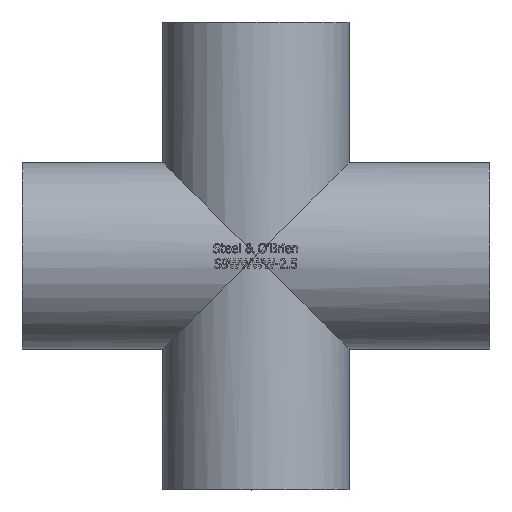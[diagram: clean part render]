
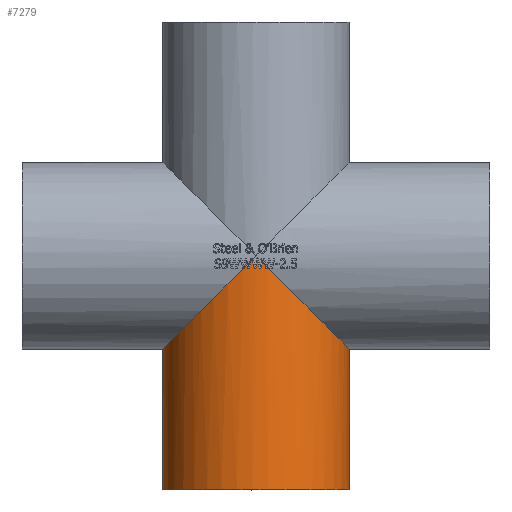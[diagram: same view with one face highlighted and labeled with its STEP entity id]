
A CAD part, top view. The second image highlights one B-rep face of the part: STEP entity #7279.
In plain terms, the highlighted cylindrical face has radius 31.75 mm (diameter 63.5 mm), a full revolution.
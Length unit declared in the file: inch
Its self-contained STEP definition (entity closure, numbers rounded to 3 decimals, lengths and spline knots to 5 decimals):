
#50=FACE_BOUND('',#2522,.T.);
#2095=FACE_OUTER_BOUND('',#2521,.T.);
#2521=EDGE_LOOP('',(#6764,#6765,#6766,#6767,#6768,#6769,#6770,#6771,#6772,
#6773,#6774,#6775,#6776,#6777,#6778,#6779,#6780,#6781,#6782));
#2522=EDGE_LOOP('',(#6783));
#2533=CIRCLE('',#7326,1.25);
#2632=CIRCLE('',#7619,1.25);
#2633=CIRCLE('',#7625,1.25);
#2642=CIRCLE('',#7689,1.25);
#2643=CIRCLE('',#7697,1.25);
#2655=CIRCLE('',#7757,1.25);
#2677=ELLIPSE('',#7321,5.05385,1.25);
#2680=ELLIPSE('',#7330,5.39277,1.25);
#2730=ELLIPSE('',#7617,5.13041,1.25);
#2731=ELLIPSE('',#7621,5.25057,1.25);
#2732=ELLIPSE('',#7623,5.39277,1.25);
#2739=ELLIPSE('',#7641,5.05385,1.25);
#2763=ELLIPSE('',#7691,5.39277,1.25);
#2766=ELLIPSE('',#7695,5.25057,1.25);
#2767=ELLIPSE('',#7699,5.13041,1.25);
#2775=ELLIPSE('',#7724,1.76777,1.25);
#2776=ELLIPSE('',#7725,1.76777,1.25);
#2778=ELLIPSE('',#7729,1.76777,1.25);
#2779=ELLIPSE('',#7737,1.76777,1.25);
#2783=ELLIPSE('',#7741,1.76777,1.25);
#2815=VERTEX_POINT('',#9261);
#2816=VERTEX_POINT('',#9263);
#2819=VERTEX_POINT('',#9275);
#2821=VERTEX_POINT('',#9283);
#3437=VERTEX_POINT('',#15670);
#3438=VERTEX_POINT('',#15672);
#3439=VERTEX_POINT('',#15676);
#3440=VERTEX_POINT('',#15680);
#3441=VERTEX_POINT('',#15684);
#3442=VERTEX_POINT('',#15688);
#3451=VERTEX_POINT('',#15720);
#3490=VERTEX_POINT('',#15832);
#3491=VERTEX_POINT('',#15834);
#3492=VERTEX_POINT('',#15838);
#3494=VERTEX_POINT('',#15844);
#3495=VERTEX_POINT('',#15846);
#3496=VERTEX_POINT('',#15850);
#3497=VERTEX_POINT('',#15854);
#3508=VERTEX_POINT('',#15897);
#3517=VERTEX_POINT('',#15940);
#3555=EDGE_CURVE('',#2816,#2815,#2677,.T.);
#3561=EDGE_CURVE('',#2819,#2816,#2533,.T.);
#3565=EDGE_CURVE('',#2821,#2819,#2680,.T.);
#4481=EDGE_CURVE('',#3437,#3438,#2730,.T.);
#4482=EDGE_CURVE('',#3438,#3439,#2632,.T.);
#4484=EDGE_CURVE('',#3439,#3440,#2731,.T.);
#4486=EDGE_CURVE('',#3440,#3441,#2732,.T.);
#4488=EDGE_CURVE('',#3441,#3442,#2633,.T.);
#4505=EDGE_CURVE('',#3442,#3451,#2739,.T.);
#4560=EDGE_CURVE('',#3491,#3490,#2642,.T.);
#4562=EDGE_CURVE('',#3492,#3491,#2763,.T.);
#4566=EDGE_CURVE('',#3495,#3494,#2766,.T.);
#4568=EDGE_CURVE('',#3496,#3495,#2643,.T.);
#4570=EDGE_CURVE('',#3497,#3496,#2767,.T.);
#4591=EDGE_CURVE('',#3508,#3490,#2775,.T.);
#4592=EDGE_CURVE('',#3497,#3451,#2776,.T.);
#4594=EDGE_CURVE('',#3492,#3494,#2778,.T.);
#4596=EDGE_CURVE('',#2821,#3508,#2779,.T.);
#4600=EDGE_CURVE('',#3437,#2815,#2783,.T.);
#4610=EDGE_CURVE('',#3517,#3517,#2655,.T.);
#6764=ORIENTED_EDGE('',*,*,#3555,.T.);
#6765=ORIENTED_EDGE('',*,*,#4600,.F.);
#6766=ORIENTED_EDGE('',*,*,#4481,.T.);
#6767=ORIENTED_EDGE('',*,*,#4482,.T.);
#6768=ORIENTED_EDGE('',*,*,#4484,.T.);
#6769=ORIENTED_EDGE('',*,*,#4486,.T.);
#6770=ORIENTED_EDGE('',*,*,#4488,.T.);
#6771=ORIENTED_EDGE('',*,*,#4505,.T.);
#6772=ORIENTED_EDGE('',*,*,#4592,.F.);
#6773=ORIENTED_EDGE('',*,*,#4570,.T.);
#6774=ORIENTED_EDGE('',*,*,#4568,.T.);
#6775=ORIENTED_EDGE('',*,*,#4566,.T.);
#6776=ORIENTED_EDGE('',*,*,#4594,.F.);
#6777=ORIENTED_EDGE('',*,*,#4562,.T.);
#6778=ORIENTED_EDGE('',*,*,#4560,.T.);
#6779=ORIENTED_EDGE('',*,*,#4591,.F.);
#6780=ORIENTED_EDGE('',*,*,#4596,.F.);
#6781=ORIENTED_EDGE('',*,*,#3565,.T.);
#6782=ORIENTED_EDGE('',*,*,#3561,.T.);
#6783=ORIENTED_EDGE('',*,*,#4610,.F.);
#6851=CYLINDRICAL_SURFACE('',#7756,1.25);
#7279=ADVANCED_FACE('',(#2095,#50),#6851,.T.);
#7321=AXIS2_PLACEMENT_3D('',#9264,#7846,#7847);
#7326=AXIS2_PLACEMENT_3D('',#9276,#7860,#7861);
#7330=AXIS2_PLACEMENT_3D('',#9284,#7870,#7871);
#7617=AXIS2_PLACEMENT_3D('',#15674,#8846,#8847);
#7619=AXIS2_PLACEMENT_3D('',#15677,#8850,#8851);
#7621=AXIS2_PLACEMENT_3D('',#15681,#8855,#8856);
#7623=AXIS2_PLACEMENT_3D('',#15685,#8860,#8861);
#7625=AXIS2_PLACEMENT_3D('',#15689,#8865,#8866);
#7641=AXIS2_PLACEMENT_3D('',#15722,#8905,#8906);
#7689=AXIS2_PLACEMENT_3D('',#15835,#9026,#9027);
#7691=AXIS2_PLACEMENT_3D('',#15839,#9031,#9032);
#7695=AXIS2_PLACEMENT_3D('',#15847,#9040,#9041);
#7697=AXIS2_PLACEMENT_3D('',#15851,#9045,#9046);
#7699=AXIS2_PLACEMENT_3D('',#15855,#9050,#9051);
#7724=AXIS2_PLACEMENT_3D('',#15899,#9108,#9109);
#7725=AXIS2_PLACEMENT_3D('',#15900,#9110,#9111);
#7729=AXIS2_PLACEMENT_3D('',#15904,#9118,#9119);
#7737=AXIS2_PLACEMENT_3D('',#15913,#9134,#9135);
#7741=AXIS2_PLACEMENT_3D('',#15917,#9142,#9143);
#7756=AXIS2_PLACEMENT_3D('',#15939,#9172,#9173);
#7757=AXIS2_PLACEMENT_3D('',#15941,#9174,#9175);
#7846=DIRECTION('center_axis',(-0.969,-0.247,0.));
#7847=DIRECTION('ref_axis',(0.247,-0.969,0.));
#7860=DIRECTION('center_axis',(0.,-1.,0.));
#7861=DIRECTION('ref_axis',(1.,0.,0.));
#7870=DIRECTION('center_axis',(0.973,-0.232,0.));
#7871=DIRECTION('ref_axis',(0.232,0.973,0.));
#8846=DIRECTION('center_axis',(0.97,-0.244,0.));
#8847=DIRECTION('ref_axis',(0.244,0.97,0.));
#8850=DIRECTION('center_axis',(0.,-1.,0.));
#8851=DIRECTION('ref_axis',(1.,0.,0.));
#8855=DIRECTION('center_axis',(-0.971,-0.238,0.));
#8856=DIRECTION('ref_axis',(0.238,-0.971,0.));
#8860=DIRECTION('center_axis',(0.973,-0.232,0.));
#8861=DIRECTION('ref_axis',(0.232,0.973,0.));
#8865=DIRECTION('center_axis',(0.,-1.,0.));
#8866=DIRECTION('ref_axis',(1.,0.,0.));
#8905=DIRECTION('center_axis',(-0.969,-0.247,0.));
#8906=DIRECTION('ref_axis',(0.247,-0.969,0.));
#9026=DIRECTION('center_axis',(0.,-1.,0.));
#9027=DIRECTION('ref_axis',(1.,0.,0.));
#9031=DIRECTION('center_axis',(0.973,-0.232,0.));
#9032=DIRECTION('ref_axis',(0.232,0.973,0.));
#9040=DIRECTION('center_axis',(-0.971,-0.238,0.));
#9041=DIRECTION('ref_axis',(0.238,-0.971,0.));
#9045=DIRECTION('center_axis',(0.,-1.,0.));
#9046=DIRECTION('ref_axis',(1.,0.,0.));
#9050=DIRECTION('center_axis',(0.97,-0.244,0.));
#9051=DIRECTION('ref_axis',(0.244,0.97,0.));
#9108=DIRECTION('center_axis',(-0.707,0.707,0.));
#9109=DIRECTION('ref_axis',(0.707,0.707,0.));
#9110=DIRECTION('center_axis',(-0.707,0.707,0.));
#9111=DIRECTION('ref_axis',(0.707,0.707,0.));
#9118=DIRECTION('center_axis',(-0.707,0.707,0.));
#9119=DIRECTION('ref_axis',(0.707,0.707,0.));
#9134=DIRECTION('center_axis',(0.707,0.707,0.));
#9135=DIRECTION('ref_axis',(0.707,-0.707,0.));
#9142=DIRECTION('center_axis',(0.707,0.707,0.));
#9143=DIRECTION('ref_axis',(0.707,-0.707,0.));
#9172=DIRECTION('center_axis',(0.,-1.,0.));
#9173=DIRECTION('ref_axis',(1.,0.,0.));
#9174=DIRECTION('center_axis',(0.,-1.,0.));
#9175=DIRECTION('ref_axis',(1.,0.,0.));
#9261=CARTESIAN_POINT('',(0.12119,-0.12119,1.24411));
#9263=CARTESIAN_POINT('',(0.13285,-0.16687,1.24292));
#9264=CARTESIAN_POINT('Origin',(0.,0.35356,
0.));
#9275=CARTESIAN_POINT('',(0.15129,-0.16687,1.24081));
#9276=CARTESIAN_POINT('Origin',(0.,-0.16687,
0.));
#9283=CARTESIAN_POINT('',(0.15429,-0.15429,1.24044));
#9284=CARTESIAN_POINT('Origin',(0.,-0.80178,
0.));
#15670=CARTESIAN_POINT('',(0.08552,-0.08552,1.24707));
#15672=CARTESIAN_POINT('',(0.06508,-0.16687,1.2483));
#15674=CARTESIAN_POINT('Origin',(0.,-0.42595,
0.));
#15676=CARTESIAN_POINT('',(0.04644,-0.16687,1.24914));
#15677=CARTESIAN_POINT('Origin',(0.,-0.16687,
0.));
#15680=CARTESIAN_POINT('',(0.02102,-0.06315,1.24982));
#15681=CARTESIAN_POINT('Origin',(0.,0.02261,
0.));
#15684=CARTESIAN_POINT('',(-0.0037,-0.16687,1.24999));
#15685=CARTESIAN_POINT('Origin',(0.,-0.15136,
0.));
#15688=CARTESIAN_POINT('',(-0.02213,-0.16687,1.2498));
#15689=CARTESIAN_POINT('Origin',(0.,-0.16687,
0.));
#15720=CARTESIAN_POINT('',(-0.05157,-0.05157,1.24894));
#15722=CARTESIAN_POINT('Origin',(0.,-0.25358,
0.));
#15832=CARTESIAN_POINT('',(-0.16687,-0.16687,1.23881));
#15834=CARTESIAN_POINT('',(-0.15868,-0.16687,1.23989));
#15835=CARTESIAN_POINT('Origin',(0.,-0.16687,
0.));
#15838=CARTESIAN_POINT('',(-0.15612,-0.15612,1.24021));
#15839=CARTESIAN_POINT('Origin',(0.,0.49907,
0.));
#15844=CARTESIAN_POINT('',(-0.12002,-0.12002,1.24422));
#15846=CARTESIAN_POINT('',(-0.10854,-0.16687,1.24528));
#15847=CARTESIAN_POINT('Origin',(0.,-0.60968,
0.));
#15850=CARTESIAN_POINT('',(-0.0899,-0.16687,1.24676));
#15851=CARTESIAN_POINT('Origin',(0.,-0.16687,
0.));
#15854=CARTESIAN_POINT('',(-0.06408,-0.06408,1.24836));
#15855=CARTESIAN_POINT('Origin',(0.,0.19099,
0.));
#15897=CARTESIAN_POINT('',(0.,0.,-1.25));
#15899=CARTESIAN_POINT('Origin',(0.,0.,
0.));
#15900=CARTESIAN_POINT('Origin',(0.,0.,
0.));
#15904=CARTESIAN_POINT('Origin',(0.,0.,
0.));
#15913=CARTESIAN_POINT('Origin',(0.,0.,
0.));
#15917=CARTESIAN_POINT('Origin',(0.,0.,
0.));
#15939=CARTESIAN_POINT('Origin',(0.,3.125,0.));
#15940=CARTESIAN_POINT('',(-1.25,-3.125,0.));
#15941=CARTESIAN_POINT('Origin',(0.,-3.125,0.));
